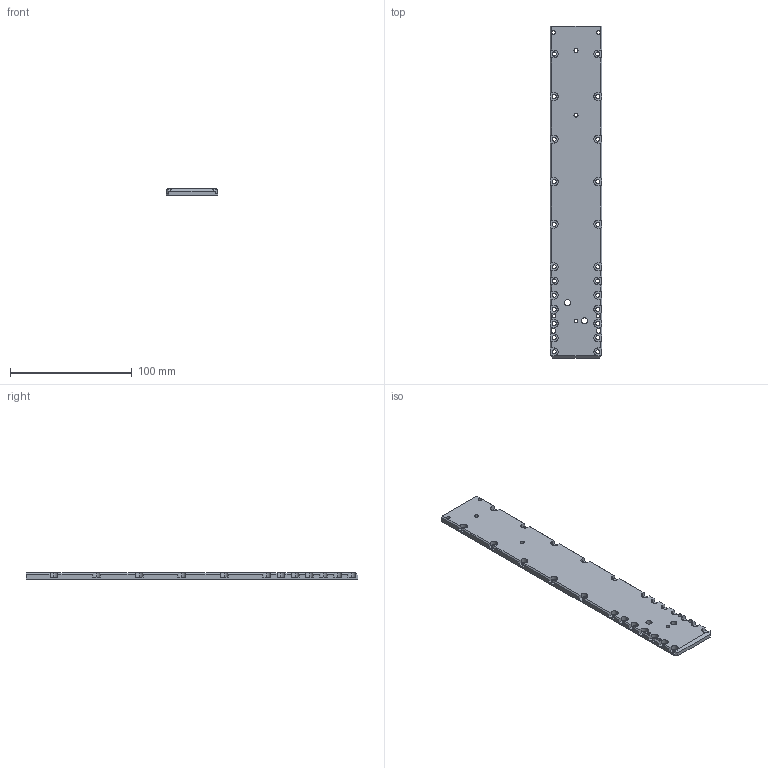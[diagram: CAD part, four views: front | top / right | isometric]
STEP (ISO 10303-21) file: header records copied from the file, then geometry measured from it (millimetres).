
FILE_DESCRIPTION (( 'STEP AP203' ), '1' );
FILE_NAME ('GUS-P1302_PLAT TUBE EXT_07012022.STEP', '2022-01-07T08:03:09', ( '' ), ( '' ), 'SwSTEP 2.0', 'SolidWorks 2020', '' );
FILE_SCHEMA (( 'CONFIG_CONTROL_DESIGN' ));
Length unit declared in the file: millimetre
Products named in the file (1): GUS-P1302_PLAT TUBE EXT_07012022
Bounding box: 42 x 273 x 5 mm (x, y, z)
Volume: 53205.5 mm3; surface area: 26897 mm2
Topology: 1 solids, 1 shells, 222 faces, 660 edges, 436 vertices
Faces by surface type: plane 116, cylinder 106
Entity records: 7697 total; most frequent: CARTESIAN_POINT 1325, ORIENTED_EDGE 1320, DIRECTION 1316, EDGE_CURVE 660, VECTOR 446, LINE 446, VERTEX_POINT 436, AXIS2_PLACEMENT_3D 435
